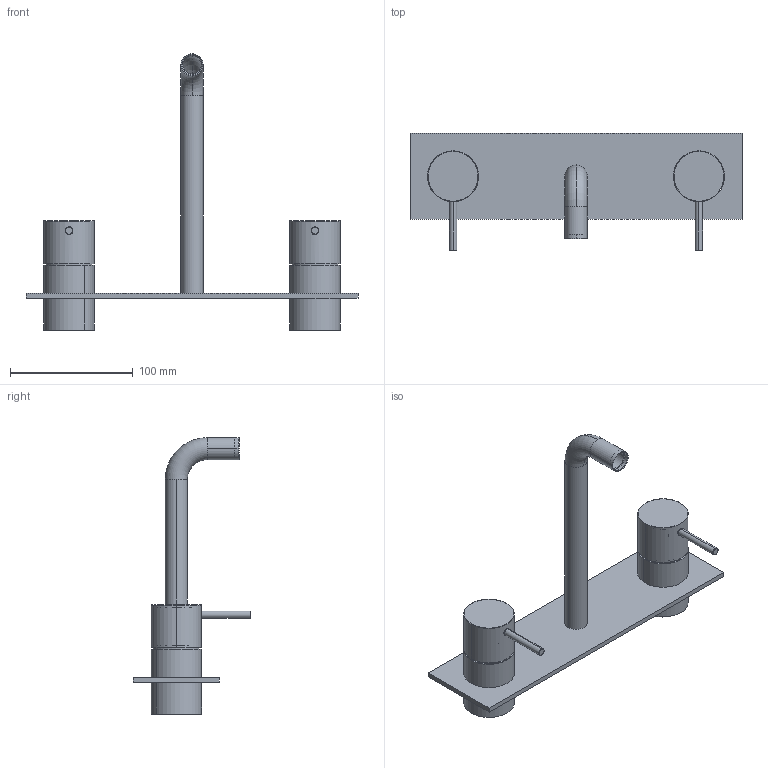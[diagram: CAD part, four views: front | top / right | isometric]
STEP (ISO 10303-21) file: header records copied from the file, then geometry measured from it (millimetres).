
FILE_DESCRIPTION (( 'STEP AP214' ), '1' );
FILE_NAME ('C35.0043 3D.STEP', '2023-01-19T10:39:50', ( '' ), ( '' ), 'SwSTEP 2.0', 'SolidWorks 2022', '' );
FILE_SCHEMA (( 'AUTOMOTIVE_DESIGN' ));
Length unit declared in the file: millimetre
Products named in the file (7): C35.0043 3D; 0044.000.23.STEP; 0110.002.00.STEP; 0196-13-BICA_PAREDE__18R25_T1.675.19.STEP; 0110.003.00.STEP; C35.0043.STEP; 0001-ESPELHO_270x70x4MM_PARA_ENCASTRAR_3_FUROS_LAV_000000000000.STEP
Assembly tree (9 placements, depth 3):
  C35.0043 3D
    C35.0043.STEP
      0110.002.00.STEP  x2
      0110.003.00.STEP  x2
      0044.000.23.STEP  x2
      0196-13-BICA_PAREDE__18R25_T1.675.19.STEP
      0001-ESPELHO_270x70x4MM_PARA_ENCASTRAR_3_FUROS_LAV_000000000000.STEP
Bounding box: 270 x 95.5 x 225 mm (x, y, z)
Volume: 163932.5 mm3; surface area: 114834.5 mm2
Topology: 8 solids, 8 shells, 364 faces, 902 edges, 572 vertices
Faces by surface type: plane 140, cylinder 138, cone 74, torus 12
Entity records: 7255 total; most frequent: CARTESIAN_POINT 1524, DIRECTION 1231, ORIENTED_EDGE 1094, EDGE_CURVE 547, AXIS2_PLACEMENT_3D 473, VERTEX_POINT 344, LINE 285, VECTOR 285
